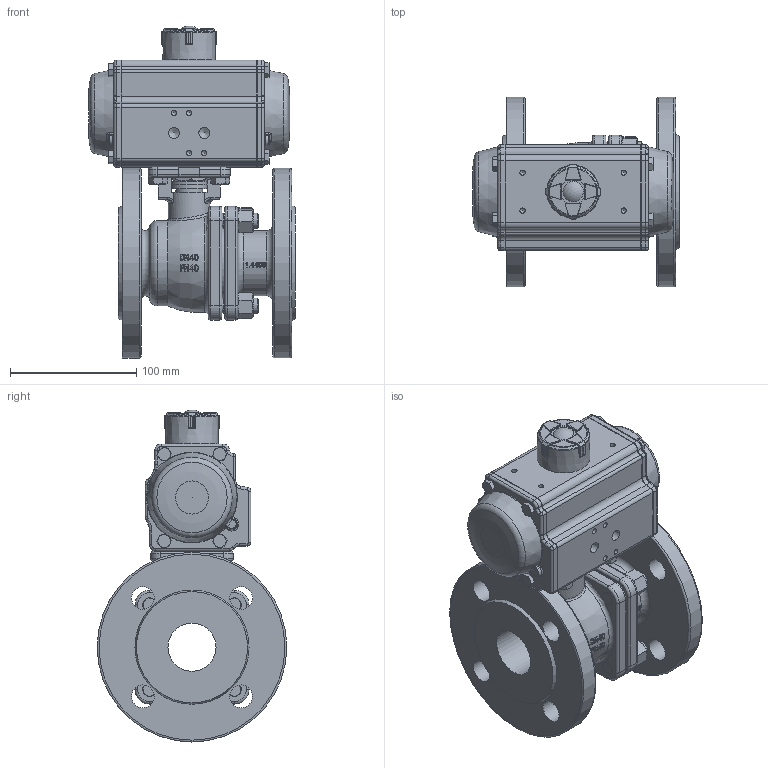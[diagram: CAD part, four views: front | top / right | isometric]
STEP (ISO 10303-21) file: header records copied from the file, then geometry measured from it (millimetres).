
FILE_DESCRIPTION(/* description */ ('Unknown'),/* implementation_level */ '2;1');
FILE_NAME(/* name */ 'DW03 0921_0930-08',/* time_stamp */ '2023-08-01T12:37:16+02:00',/* author */ ('Unknown'),/* organization */ ('Unknown'),/* preprocessor_version */ 'ST-DEVELOPER v18.102',/* originating_system */ 'Solid Edge',/* authorisation */ 'Unknown');
FILE_SCHEMA (('AUTOMOTIVE_DESIGN {1 0 10303 214 3 1 1}'));
Products named in the file (20): DW36-8.200.040; 921_930-08; 錨璃1; Hex thin nuts Grades AB GB_GB_FASTENER_NUT_STNABTT M16X1.5-N; Hexagon nuts grade C GB_GB_FASTENER_NUT_SNC1 M12-N; Hex lobular socket thread forming screws GB_GB_CROSS_SCREWS_TYPE142 M
6X12-N; Hex thin nuts-Grades AB-Chamfered GB_GB_FASTENER_NUT_STNAB M6-N; Double end studs bm=1d GB_GB_FASTENER_BOLT_DESB1 A M12X28-N; 跡鰍; 評倛粟え; 滅侂菜え; 方口垫圈; DIN 933 M8x20 A2-70 BLK_EDST; DW03_FR02_(DW36_FR26); KP-63; hexagon head bolts--product grade c gb_GB_FASTENER_BOLT_HHBC M6X30-N; cup head nib bolts with large head gb_GB_FASTENER_BOLT_CHNBW M6X25-N; _____________; ________(___________; ______
Assembly tree (38 placements, depth 3):
  DW36-8.200.040
    921_930-08
      錨璃1
      Hex thin nuts Grades AB GB_GB_FASTENER_NUT_STNABTT M16X1.5-N
      Hexagon nuts grade C GB_GB_FASTENER_NUT_SNC1 M12-N  x4
      Hex lobular socket thread forming screws GB_GB_CROSS_SCREWS_TYPE142 M
6X12-N
      Hex thin nuts-Grades AB-Chamfered GB_GB_FASTENER_NUT_STNAB M6-N
      Double end studs bm=1d GB_GB_FASTENER_BOLT_DESB1 A M12X28-N  x4
      跡鰍
      評倛粟え  x2
      滅侂菜え
      方口垫圈
    DIN 933 M8x20 A2-70 BLK_EDST  x4
    DW03_FR02_(DW36_FR26)
      KP-63
      hexagon head bolts--product grade c gb_GB_FASTENER_BOLT_HHBC M6X30-N  x8
      cup head nib bolts with large head gb_GB_FASTENER_BOLT_CHNBW M6X25-N
      _____________  x2
      ________(___________  x2
      ______
Bounding box: 163.6 x 150 x 262.61 mm (x, y, z)
Volume: 1799910.9 mm3; surface area: 265735.1 mm2
Topology: 36 solids, 37 shells, 1799 faces, 4349 edges, 2696 vertices
Faces by surface type: plane 668, cylinder 449, bspline 280, cone 236, torus 155, sphere 11
Full cylindrical faces by diameter (mm): 2.325 x2, 3 x16, 3.3 x8, 4.2 x8, 4.66 x1, 4.917 x1, 5 x13, 6 x10, 6.2 x1, 6.5 x4, 6.8 x4, 8 x4, 8.5 x4, 8.8 x2, 10.106 x4, 12 x12, 13 x4, 14.376 x1, 14.4 x2, 15 x1, 15.6 x1, 15.8 x1, 18 x8, 20.2 x1, 21.4 x1, 24 x1, 25.5 x1, 28 x1, 28.58 x2, 33 x1
Entity records: 63820 total; most frequent: CARTESIAN_POINT 32392, ORIENTED_EDGE 6376, DIRECTION 5992, EDGE_CURVE 3188, AXIS2_PLACEMENT_3D 2327, VERTEX_POINT 2132, FACE_BOUND 1762, EDGE_LOOP 1737
